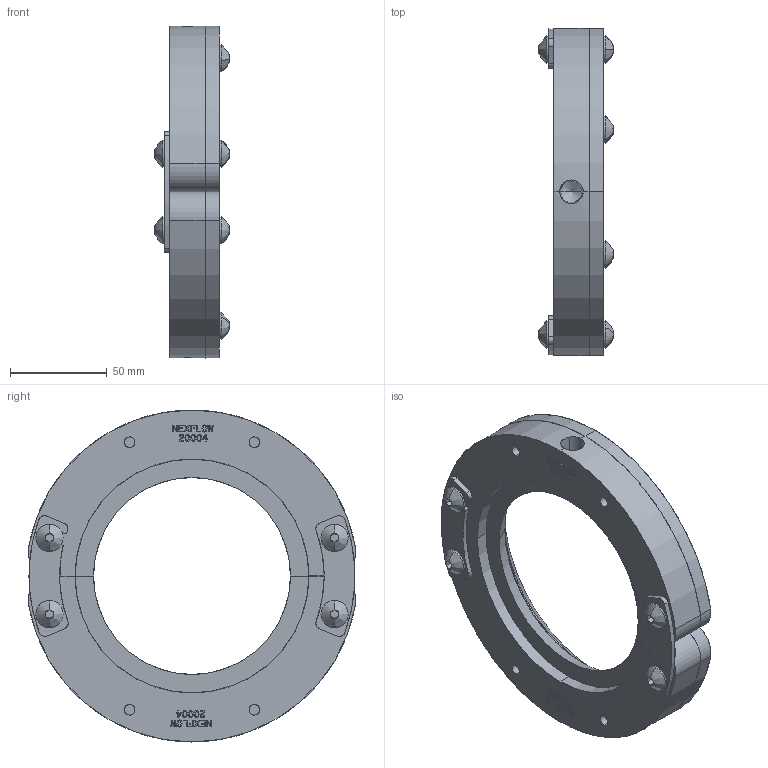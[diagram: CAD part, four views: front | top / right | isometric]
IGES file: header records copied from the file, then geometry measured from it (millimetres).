
Start section: SolidWorks IGES file using analytic representation for surfaces
Global section: file name: 2004.IGS; native system: SolidWorks 2016; preprocessor: SolidWorks 2016; author: CRMJ; date: 230420.111943; units: millimetre
Bounding box: 38.27 x 169.22 x 171.45 mm (x, y, z)
Surface area: 136075.4 mm2 (no closed solid volume)
Topology: 0 solids, 0 shells, 1236 faces, 12620 edges, 12616 vertices
Faces by surface type: bspline 984, revolution 252
